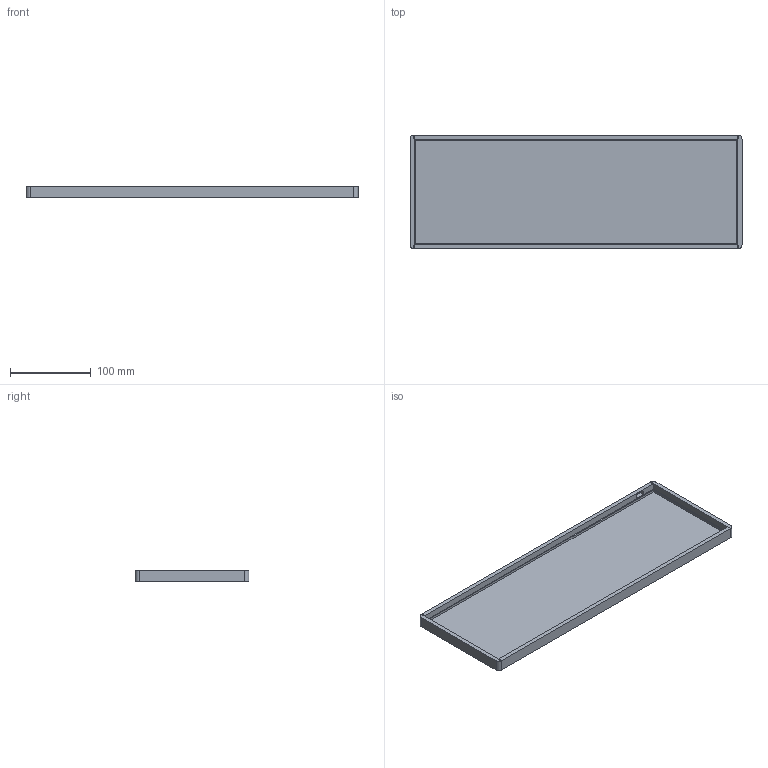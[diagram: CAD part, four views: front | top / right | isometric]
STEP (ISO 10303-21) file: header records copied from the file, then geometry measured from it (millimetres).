
FILE_DESCRIPTION(/* description */ (''),/* implementation_level */ '2;1');
FILE_NAME(/* name */ 'TKEEB_BASE.step',/* time_stamp */ '2025-12-29T17:07:42+05:30',/* author */ (''),/* organization */ (''),/* preprocessor_version */ 'ST-DEVELOPER v20.1',/* originating_system */ 'Autodesk Translation Framework v14.21.0.0',/* authorisation */ '');
FILE_SCHEMA (('AUTOMOTIVE_DESIGN { 1 0 10303 214 3 1 1 }'));
Length unit declared in the file: millimetre
Products named in the file (1): 2025-12-28-13-43-21-416
Bounding box: 410 x 140.65 x 14 mm (x, y, z)
Volume: 236431.3 mm3; surface area: 142454.8 mm2
Topology: 1 solids, 1 shells, 32 faces, 72 edges, 48 vertices
Faces by surface type: plane 24, cylinder 8
Full cylindrical faces by diameter (mm): 1.6 x4
Entity records: 946 total; most frequent: DIRECTION 154, CARTESIAN_POINT 153, ORIENTED_EDGE 144, EDGE_CURVE 72, LINE 56, VECTOR 56, AXIS2_PLACEMENT_3D 49, VERTEX_POINT 48
